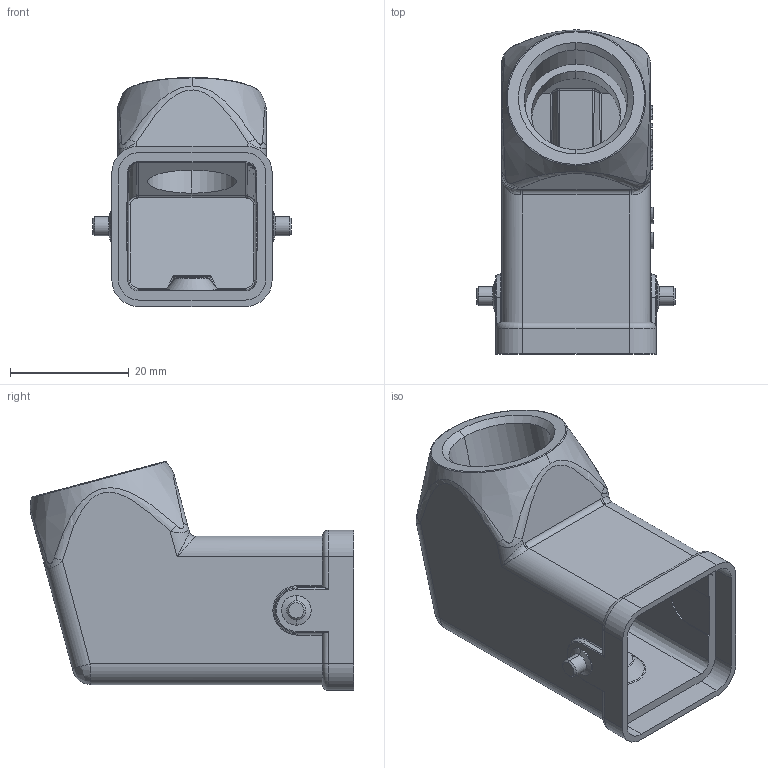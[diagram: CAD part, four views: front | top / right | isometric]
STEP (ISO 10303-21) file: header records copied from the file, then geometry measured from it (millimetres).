
FILE_DESCRIPTION((''),'2;1');
FILE_NAME('PRT0031','2024-02-04T',('13034'),(''),'PRO/ENGINEER BY PARAMETRIC TECHNOLOGY CORPORATION, 2012480','PRO/ENGINEER BY PARAMETRIC TECHNOLOGY CORPORATION, 2012480','');
FILE_SCHEMA(('CONFIG_CONTROL_DESIGN'));
Length unit declared in the file: millimetre
Products named in the file (1): PRT0031
Bounding box: 33.4 x 54.53 x 38.57 mm (x, y, z)
Volume: 13049.5 mm3; surface area: 11993 mm2
Topology: 1 solids, 6 shells, 248 faces, 657 edges, 426 vertices
Faces by surface type: plane 100, cylinder 67, bspline 42, cone 16, torus 13, extrusion 6, sphere 4
Entity records: 10588 total; most frequent: CARTESIAN_POINT 4760, ORIENTED_EDGE 1267, DIRECTION 1056, EDGE_CURVE 654, VERTEX_POINT 426, VECTOR 366, LINE 360, AXIS2_PLACEMENT_3D 345
